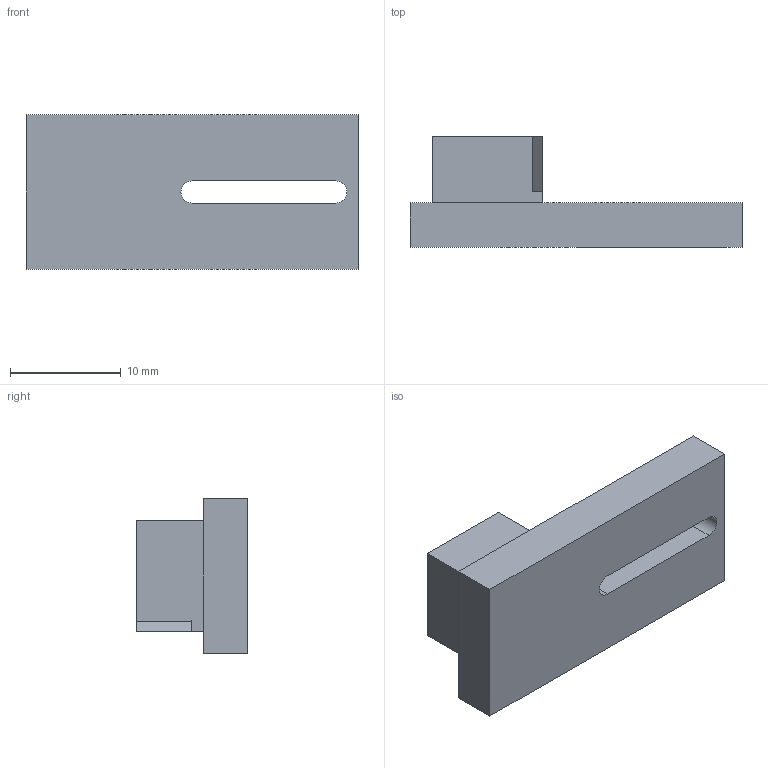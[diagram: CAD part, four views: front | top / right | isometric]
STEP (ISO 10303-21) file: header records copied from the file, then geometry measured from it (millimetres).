
FILE_DESCRIPTION (( 'STEP AP214' ), '1' );
FILE_NAME ('BeamAligner.STEP', '', ( '' ), ( '' ), '', '', '' );
FILE_SCHEMA (( 'AUTOMOTIVE_DESIGN' ));
Length unit declared in the file: millimetre
Products named in the file (1): BeamAligner
Bounding box: 30 x 10 x 14 mm (x, y, z)
Volume: 1915.2 mm3; surface area: 1806.4 mm2
Topology: 1 solids, 1 shells, 27 faces, 66 edges, 44 vertices
Faces by surface type: plane 25, cylinder 2
Entity records: 822 total; most frequent: CARTESIAN_POINT 138, ORIENTED_EDGE 132, DIRECTION 126, EDGE_CURVE 66, VECTOR 62, LINE 62, VERTEX_POINT 44, AXIS2_PLACEMENT_3D 32
